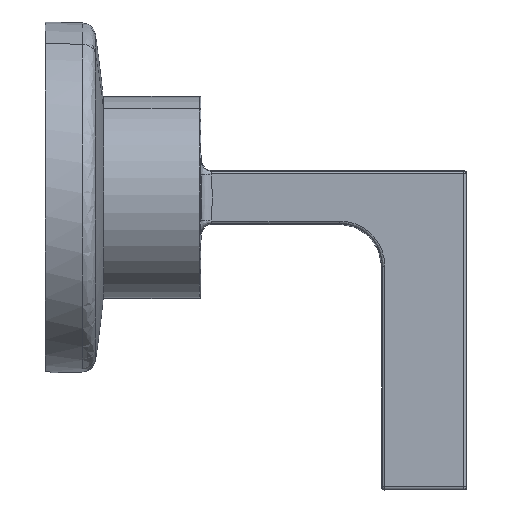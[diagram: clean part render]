
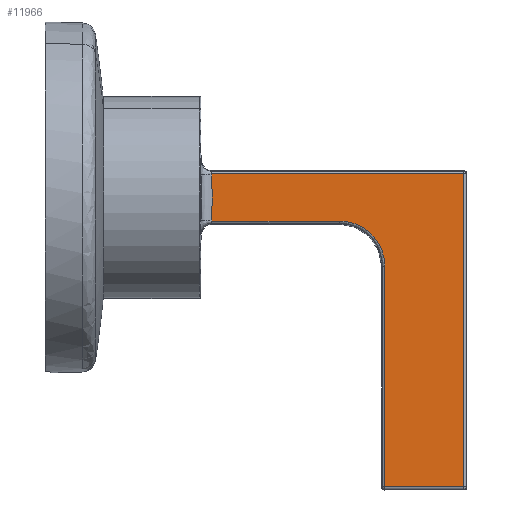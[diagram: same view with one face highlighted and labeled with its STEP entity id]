
A CAD part, left-side view. The second image highlights one B-rep face of the part: STEP entity #11966.
In plain terms, the highlighted planar face has unit normal (-1, 0, 0).
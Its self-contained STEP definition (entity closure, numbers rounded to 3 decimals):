
#9171=CARTESIAN_POINT(' ',(-5.,4.427,3.517));
#9172=VERTEX_POINT(' ',#9171);
#9366=CARTESIAN_POINT(' ',(-5.,4.427,50.927));
#9371=DIRECTION(' ',(0.,0.,-1.));
#9376=VECTOR(' ',#9371,1.);
#9381=LINE('',#9366,#9376);
#9386=CARTESIAN_POINT(' ',(-5.,4.427,50.927));
#9387=VERTEX_POINT(' ',#9386);
#9391=EDGE_CURVE(' ',#9387,#9172,#9381,.T.);
#11646=CARTESIAN_POINT(' ',(-4.961,0.,-98.155));
#11651=DIRECTION(' ',(-1.,0.,0.));
#11656=DIRECTION(' ',(0.,-0.044,0.999));
#11661=AXIS2_PLACEMENT_3D(' ',#11646,#11651,#11656);
#11666=CIRCLE('',#11661,101.768);
#11671=CARTESIAN_POINT(' ',(-5.,-4.427,3.517));
#11672=VERTEX_POINT(' ',#11671);
#11676=EDGE_CURVE(' ',#11672,#9172,#11666,.T.);
#11746=DIRECTION(' ',(-1.,0.,-0.));
#11751=CARTESIAN_POINT(' ',(-5.,-54.427,50.927));
#11756=DIRECTION(' ',(0.,1.,0.));
#11761=AXIS2_PLACEMENT_3D(' ',#11751,#11746,#11756);
#11766=PLANE('',#11761);
#11771=ORIENTED_EDGE(' ',*,*,#11676,.F.);
#11776=CARTESIAN_POINT(' ',(-5.,-4.427,3.517));
#11781=DIRECTION(' ',(0.,0.,1.));
#11786=VECTOR(' ',#11781,1.);
#11791=LINE('',#11776,#11786);
#11796=CARTESIAN_POINT(' ',(-5.,-4.427,27.577));
#11797=VERTEX_POINT(' ',#11796);
#11801=EDGE_CURVE(' ',#11672,#11797,#11791,.T.);
#11806=ORIENTED_EDGE(' ',*,*,#11801,.T.);
#11811=CARTESIAN_POINT(' ',(-5.,-12.921,27.579));
#11816=DIRECTION(' ',(1.,0.,0.));
#11821=DIRECTION(' ',(0.,1.,0.));
#11826=AXIS2_PLACEMENT_3D(' ',#11811,#11816,#11821);
#11831=CIRCLE('',#11826,8.494);
#11836=CARTESIAN_POINT(' ',(-5.,-12.923,36.073));
#11837=VERTEX_POINT(' ',#11836);
#11841=EDGE_CURVE(' ',#11797,#11837,#11831,.T.);
#11846=ORIENTED_EDGE(' ',*,*,#11841,.T.);
#11851=CARTESIAN_POINT(' ',(-5.,-12.923,36.073));
#11856=DIRECTION(' ',(0.,-1.,0.));
#11861=VECTOR(' ',#11856,1.);
#11866=LINE('',#11851,#11861);
#11871=CARTESIAN_POINT(' ',(-5.,-54.427,36.073));
#11872=VERTEX_POINT(' ',#11871);
#11876=EDGE_CURVE(' ',#11837,#11872,#11866,.T.);
#11881=ORIENTED_EDGE(' ',*,*,#11876,.T.);
#11886=CARTESIAN_POINT(' ',(-5.,-54.427,36.073));
#11891=DIRECTION(' ',(0.,0.,1.));
#11896=VECTOR(' ',#11891,1.);
#11901=LINE('',#11886,#11896);
#11906=CARTESIAN_POINT(' ',(-5.,-54.427,50.927));
#11907=VERTEX_POINT(' ',#11906);
#11911=EDGE_CURVE(' ',#11872,#11907,#11901,.T.);
#11916=ORIENTED_EDGE(' ',*,*,#11911,.T.);
#11921=CARTESIAN_POINT(' ',(-5.,-54.427,50.927));
#11926=DIRECTION(' ',(0.,1.,0.));
#11931=VECTOR(' ',#11926,1.);
#11936=LINE('',#11921,#11931);
#11941=EDGE_CURVE(' ',#11907,#9387,#11936,.T.);
#11946=ORIENTED_EDGE(' ',*,*,#11941,.T.);
#11951=ORIENTED_EDGE(' ',*,*,#9391,.T.);
#11956=EDGE_LOOP(' ',(#11771,#11806,#11846,#11881,#11916,#11946,#11951));
#11961=FACE_OUTER_BOUND(' ',#11956,.T.);
#11966=ADVANCED_FACE('',(#11961),#11766,.T.);
